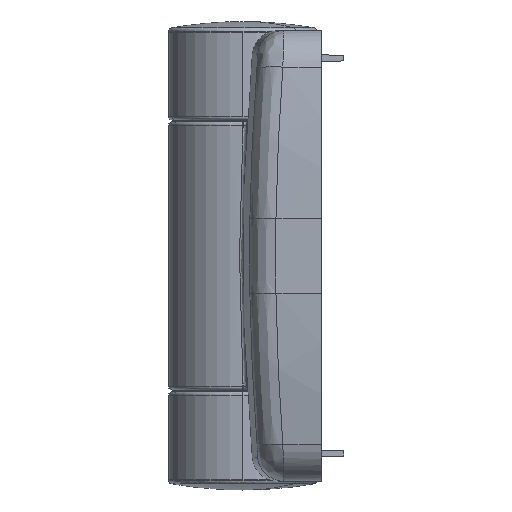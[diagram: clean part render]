
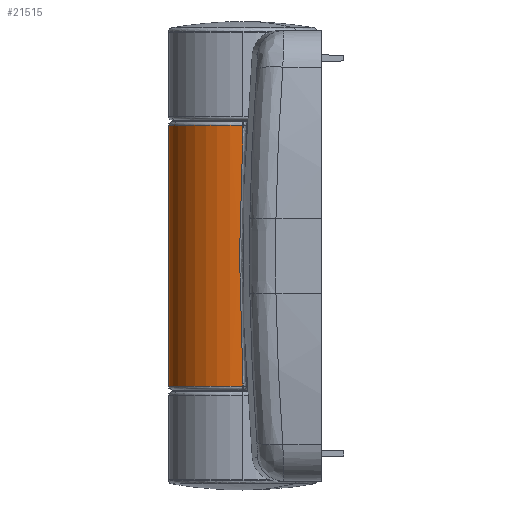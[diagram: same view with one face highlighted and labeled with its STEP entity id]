
A CAD part, left-side view. The second image highlights one B-rep face of the part: STEP entity #21515.
In plain terms, the highlighted cylindrical face has radius 10 mm (diameter 20 mm), a partial arc.
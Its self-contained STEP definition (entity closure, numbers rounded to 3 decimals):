
#20 = CARTESIAN_POINT ( 'NONE',  ( -10., 0.307, 11.349 ) ) ;
#1990 = DIRECTION ( 'NONE',  ( 0., 0., 1. ) ) ;
#2053 = LINE ( 'NONE', #7814, #15984 ) ;
#4635 = AXIS2_PLACEMENT_3D ( 'NONE', #10225, #29786, #13011 ) ;
#4648 = EDGE_LOOP ( 'NONE', ( #25528, #5113, #5545, #17039, #27512, #23083 ) ) ;
#5113 = ORIENTED_EDGE ( 'NONE', *, *, #6411, .T. ) ;
#5485 = VERTEX_POINT ( 'NONE', #29800 ) ;
#5545 = ORIENTED_EDGE ( 'NONE', *, *, #10198, .T. ) ;
#5647 = DIRECTION ( 'NONE',  ( 0., 0., 1. ) ) ;
#5870 = B_SPLINE_CURVE_WITH_KNOTS ( 'NONE', 3,
 ( #13863, #33446, #16716, #20, #19512 ),
 .UNSPECIFIED., .F., .F.,
 ( 4, 1, 4 ),
 ( 0., 0.5, 1. ),
 .UNSPECIFIED. ) ;
#6411 = EDGE_CURVE ( 'NONE', #26462, #16468, #31092, .T. ) ;
#6721 = CIRCLE ( 'NONE', #4635, 10. ) ;
#6846 = CARTESIAN_POINT ( 'NONE',  ( 0., 0., -17.5 ) ) ;
#7404 = CARTESIAN_POINT ( 'NONE',  ( 0., 0., -30. ) ) ;
#7814 = CARTESIAN_POINT ( 'NONE',  ( 10., 0., -30. ) ) ;
#9663 = DIRECTION ( 'NONE',  ( 1., 0., 0. ) ) ;
#10198 = EDGE_CURVE ( 'NONE', #16468, #16695, #5870, .T. ) ;
#10225 = CARTESIAN_POINT ( 'NONE',  ( 0., 0., 17.5 ) ) ;
#11525 = AXIS2_PLACEMENT_3D ( 'NONE', #7404, #1990, #15983 ) ;
#12373 = CIRCLE ( 'NONE', #34382, 10. ) ;
#13011 = DIRECTION ( 'NONE',  ( -1., 0., 0. ) ) ;
#13209 = EDGE_CURVE ( 'NONE', #20556, #5485, #2053, .T. ) ;
#13863 = CARTESIAN_POINT ( 'NONE',  ( -10., 0., -17.023 ) ) ;
#15455 = CARTESIAN_POINT ( 'NONE',  ( -10., 0., -17.023 ) ) ;
#15983 = DIRECTION ( 'NONE',  ( 1., 0., 0. ) ) ;
#15984 = VECTOR ( 'NONE', #27395, 1000. ) ;
#16468 = VERTEX_POINT ( 'NONE', #15455 ) ;
#16695 = VERTEX_POINT ( 'NONE', #19829 ) ;
#16716 = CARTESIAN_POINT ( 'NONE',  ( -9.979, 0.613, 0. ) ) ;
#17029 = CYLINDRICAL_SURFACE ( 'NONE', #11525, 10. ) ;
#17039 = ORIENTED_EDGE ( 'NONE', *, *, #24073, .T. ) ;
#17574 = EDGE_CURVE ( 'NONE', #5485, #34627, #6721, .T. ) ;
#18671 = EDGE_CURVE ( 'NONE', #20556, #26462, #12373, .T. ) ;
#19462 = VECTOR ( 'NONE', #5647, 1000. ) ;
#19486 = CARTESIAN_POINT ( 'NONE',  ( -10., 0., -17.5 ) ) ;
#19512 = CARTESIAN_POINT ( 'NONE',  ( -10., 0., 17.023 ) ) ;
#19829 = CARTESIAN_POINT ( 'NONE',  ( -10., 0., 17.023 ) ) ;
#20556 = VERTEX_POINT ( 'NONE', #24712 ) ;
#21515 = ADVANCED_FACE ( 'NONE', ( #27070 ), #17029, .T. ) ;
#23083 = ORIENTED_EDGE ( 'NONE', *, *, #13209, .F. ) ;
#23647 = VECTOR ( 'NONE', #28680, 1000. ) ;
#24073 = EDGE_CURVE ( 'NONE', #16695, #34627, #26884, .T. ) ;
#24712 = CARTESIAN_POINT ( 'NONE',  ( 10., 0., -17.5 ) ) ;
#25528 = ORIENTED_EDGE ( 'NONE', *, *, #18671, .T. ) ;
#26417 = DIRECTION ( 'NONE',  ( 0., 0., 1. ) ) ;
#26462 = VERTEX_POINT ( 'NONE', #19486 ) ;
#26884 = LINE ( 'NONE', #30607, #19462 ) ;
#27070 = FACE_OUTER_BOUND ( 'NONE', #4648, .T. ) ;
#27395 = DIRECTION ( 'NONE',  ( 0., 0., 1. ) ) ;
#27512 = ORIENTED_EDGE ( 'NONE', *, *, #17574, .F. ) ;
#28680 = DIRECTION ( 'NONE',  ( 0., 0., 1. ) ) ;
#29786 = DIRECTION ( 'NONE',  ( 0., 0., 1. ) ) ;
#29800 = CARTESIAN_POINT ( 'NONE',  ( 10., 0., 17.5 ) ) ;
#30607 = CARTESIAN_POINT ( 'NONE',  ( -10., 0., -30. ) ) ;
#31005 = CARTESIAN_POINT ( 'NONE',  ( -10., 0., 17.5 ) ) ;
#31092 = LINE ( 'NONE', #31217, #23647 ) ;
#31217 = CARTESIAN_POINT ( 'NONE',  ( -10., 0., -30. ) ) ;
#33446 = CARTESIAN_POINT ( 'NONE',  ( -10., 0.307, -11.349 ) ) ;
#34382 = AXIS2_PLACEMENT_3D ( 'NONE', #6846, #26417, #9663 ) ;
#34627 = VERTEX_POINT ( 'NONE', #31005 ) ;
